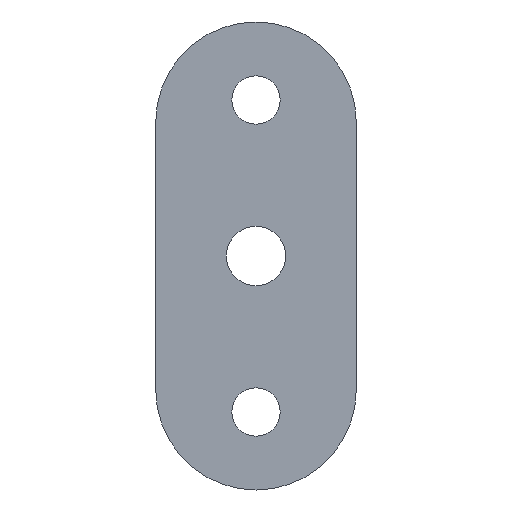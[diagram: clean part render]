
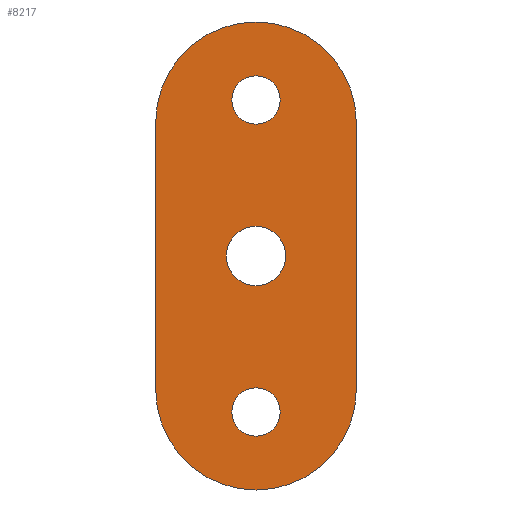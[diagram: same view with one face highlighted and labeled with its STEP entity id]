
A CAD part, front view. The second image highlights one B-rep face of the part: STEP entity #8217.
In plain terms, the highlighted planar face has unit normal (0, -1, 0).
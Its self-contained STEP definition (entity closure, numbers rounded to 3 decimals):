
#80 = DIRECTION ( 'NONE',  ( 0., 1., 0. ) ) ;
#141 = EDGE_LOOP ( 'NONE', ( #8571, #2645 ) ) ;
#391 = DIRECTION ( 'NONE',  ( -1., 0., 0. ) ) ;
#629 = ORIENTED_EDGE ( 'NONE', *, *, #12096, .T. ) ;
#735 = AXIS2_PLACEMENT_3D ( 'NONE', #4698, #80, #14982 ) ;
#830 = VERTEX_POINT ( 'NONE', #9467 ) ;
#996 = ORIENTED_EDGE ( 'NONE', *, *, #14751, .T. ) ;
#1058 = CARTESIAN_POINT ( 'NONE',  ( 0., 0., 0. ) ) ;
#1162 = EDGE_CURVE ( 'NONE', #2655, #14438, #11846, .T. ) ;
#1298 = DIRECTION ( 'NONE',  ( 0., 1., 0. ) ) ;
#1567 = CARTESIAN_POINT ( 'NONE',  ( 0., 0., 21. ) ) ;
#1723 = EDGE_CURVE ( 'NONE', #9434, #3731, #10325, .T. ) ;
#1867 = CARTESIAN_POINT ( 'NONE',  ( 0., 0., 0. ) ) ;
#1889 = CARTESIAN_POINT ( 'NONE',  ( 0., 0., -31.5 ) ) ;
#1899 = CIRCLE ( 'NONE', #8387, 13.5 ) ;
#2200 = CIRCLE ( 'NONE', #10833, 4. ) ;
#2273 = CARTESIAN_POINT ( 'NONE',  ( 13.5, 0., 18. ) ) ;
#2369 = EDGE_LOOP ( 'NONE', ( #996, #10455 ) ) ;
#2645 = ORIENTED_EDGE ( 'NONE', *, *, #1723, .T. ) ;
#2655 = VERTEX_POINT ( 'NONE', #13014 ) ;
#2878 = CARTESIAN_POINT ( 'NONE',  ( -13.5, 0., 18. ) ) ;
#3078 = AXIS2_PLACEMENT_3D ( 'NONE', #1567, #12091, #14367 ) ;
#3111 = EDGE_CURVE ( 'NONE', #830, #5502, #8554, .T. ) ;
#3269 = AXIS2_PLACEMENT_3D ( 'NONE', #12206, #9947, #4172 ) ;
#3700 = CIRCLE ( 'NONE', #3269, 3.25 ) ;
#3731 = VERTEX_POINT ( 'NONE', #10834 ) ;
#3832 = CARTESIAN_POINT ( 'NONE',  ( -3.25, 0., -21. ) ) ;
#3889 = ORIENTED_EDGE ( 'NONE', *, *, #8415, .T. ) ;
#4029 = CARTESIAN_POINT ( 'NONE',  ( 13.5, 0., -18. ) ) ;
#4172 = DIRECTION ( 'NONE',  ( -1., 0., 0. ) ) ;
#4363 = CARTESIAN_POINT ( 'NONE',  ( -13.5, 0., 31.5 ) ) ;
#4382 = EDGE_CURVE ( 'NONE', #3731, #9434, #8180, .T. ) ;
#4586 = CARTESIAN_POINT ( 'NONE',  ( 0., 0., -18. ) ) ;
#4698 = CARTESIAN_POINT ( 'NONE',  ( 0., 0., -21. ) ) ;
#4850 = CARTESIAN_POINT ( 'NONE',  ( -13.5, 0., 31.5 ) ) ;
#4892 = VECTOR ( 'NONE', #12711, 1000. ) ;
#4906 = VECTOR ( 'NONE', #13944, 1000. ) ;
#5335 = VERTEX_POINT ( 'NONE', #2273 ) ;
#5395 = DIRECTION ( 'NONE',  ( -1., 0., 0. ) ) ;
#5502 = VERTEX_POINT ( 'NONE', #9494 ) ;
#5596 = AXIS2_PLACEMENT_3D ( 'NONE', #1867, #14616, #5395 ) ;
#5753 = DIRECTION ( 'NONE',  ( 0., 1., 0. ) ) ;
#5803 = CARTESIAN_POINT ( 'NONE',  ( 0., 0., 31.5 ) ) ;
#6076 = DIRECTION ( 'NONE',  ( 0., -1., 0. ) ) ;
#6596 = FACE_BOUND ( 'NONE', #13896, .T. ) ;
#6809 = VERTEX_POINT ( 'NONE', #4029 ) ;
#6868 = DIRECTION ( 'NONE',  ( 0., -1., 0. ) ) ;
#6888 = PLANE ( 'NONE',  #10994 ) ;
#6901 = EDGE_CURVE ( 'NONE', #7937, #8623, #9501, .T. ) ;
#7186 = CARTESIAN_POINT ( 'NONE',  ( 3.25, 0., 21. ) ) ;
#7336 = DIRECTION ( 'NONE',  ( 0., -1., 0. ) ) ;
#7388 = DIRECTION ( 'NONE',  ( -1., 0., 0. ) ) ;
#7493 = CIRCLE ( 'NONE', #13840, 13.5 ) ;
#7716 = ORIENTED_EDGE ( 'NONE', *, *, #7965, .T. ) ;
#7795 = DIRECTION ( 'NONE',  ( -1., 0., 0. ) ) ;
#7798 = EDGE_CURVE ( 'NONE', #13152, #9950, #7493, .T. ) ;
#7850 = DIRECTION ( 'NONE',  ( 0., 1., 0. ) ) ;
#7859 = EDGE_CURVE ( 'NONE', #5335, #13152, #14383, .T. ) ;
#7937 = VERTEX_POINT ( 'NONE', #13327 ) ;
#7965 = EDGE_CURVE ( 'NONE', #14438, #2655, #3700, .T. ) ;
#8005 = CARTESIAN_POINT ( 'NONE',  ( 13.5, 0., 31.5 ) ) ;
#8180 = CIRCLE ( 'NONE', #14126, 3.25 ) ;
#8217 = ADVANCED_FACE ( 'NONE', ( #9664, #6596, #10052, #11307 ), #6888, .F. ) ;
#8318 = ORIENTED_EDGE ( 'NONE', *, *, #13082, .F. ) ;
#8330 = CARTESIAN_POINT ( 'NONE',  ( 0., 0., 21. ) ) ;
#8387 = AXIS2_PLACEMENT_3D ( 'NONE', #13037, #6076, #10895 ) ;
#8415 = EDGE_CURVE ( 'NONE', #8623, #6809, #1899, .T. ) ;
#8417 = ORIENTED_EDGE ( 'NONE', *, *, #1162, .T. ) ;
#8449 = ORIENTED_EDGE ( 'NONE', *, *, #7859, .T. ) ;
#8554 = CIRCLE ( 'NONE', #5596, 4. ) ;
#8571 = ORIENTED_EDGE ( 'NONE', *, *, #4382, .T. ) ;
#8620 = ORIENTED_EDGE ( 'NONE', *, *, #6901, .T. ) ;
#8623 = VERTEX_POINT ( 'NONE', #1889 ) ;
#9107 = DIRECTION ( 'NONE',  ( -1., 0., 0. ) ) ;
#9189 = ORIENTED_EDGE ( 'NONE', *, *, #7798, .T. ) ;
#9300 = DIRECTION ( 'NONE',  ( -1., 0., 0. ) ) ;
#9434 = VERTEX_POINT ( 'NONE', #7186 ) ;
#9467 = CARTESIAN_POINT ( 'NONE',  ( 0., 0., -4. ) ) ;
#9494 = CARTESIAN_POINT ( 'NONE',  ( 0., 0., 4. ) ) ;
#9501 = CIRCLE ( 'NONE', #9665, 13.5 ) ;
#9664 = FACE_BOUND ( 'NONE', #2369, .T. ) ;
#9665 = AXIS2_PLACEMENT_3D ( 'NONE', #4586, #6868, #15014 ) ;
#9947 = DIRECTION ( 'NONE',  ( 0., 1., 0. ) ) ;
#9950 = VERTEX_POINT ( 'NONE', #2878 ) ;
#10052 = FACE_BOUND ( 'NONE', #141, .T. ) ;
#10325 = CIRCLE ( 'NONE', #3078, 3.25 ) ;
#10455 = ORIENTED_EDGE ( 'NONE', *, *, #3111, .T. ) ;
#10833 = AXIS2_PLACEMENT_3D ( 'NONE', #1058, #5753, #9107 ) ;
#10834 = CARTESIAN_POINT ( 'NONE',  ( -3.25, 0., 21. ) ) ;
#10895 = DIRECTION ( 'NONE',  ( -1., 0., 0. ) ) ;
#10994 = AXIS2_PLACEMENT_3D ( 'NONE', #4363, #7850, #7795 ) ;
#11069 = LINE ( 'NONE', #8005, #4892 ) ;
#11307 = FACE_OUTER_BOUND ( 'NONE', #13219, .T. ) ;
#11810 = LINE ( 'NONE', #4850, #4906 ) ;
#11846 = CIRCLE ( 'NONE', #735, 3.25 ) ;
#12091 = DIRECTION ( 'NONE',  ( 0., 1., 0. ) ) ;
#12096 = EDGE_CURVE ( 'NONE', #9950, #7937, #11810, .T. ) ;
#12206 = CARTESIAN_POINT ( 'NONE',  ( 0., 0., -21. ) ) ;
#12711 = DIRECTION ( 'NONE',  ( 0., 0., -1. ) ) ;
#12974 = CARTESIAN_POINT ( 'NONE',  ( 0., 0., 18. ) ) ;
#13014 = CARTESIAN_POINT ( 'NONE',  ( 3.25, 0., -21. ) ) ;
#13037 = CARTESIAN_POINT ( 'NONE',  ( 0., 0., -18. ) ) ;
#13082 = EDGE_CURVE ( 'NONE', #5335, #6809, #11069, .T. ) ;
#13152 = VERTEX_POINT ( 'NONE', #5803 ) ;
#13171 = DIRECTION ( 'NONE',  ( 0., -1., 0. ) ) ;
#13219 = EDGE_LOOP ( 'NONE', ( #8620, #3889, #8318, #8449, #9189, #629 ) ) ;
#13327 = CARTESIAN_POINT ( 'NONE',  ( -13.5, 0., -18. ) ) ;
#13336 = AXIS2_PLACEMENT_3D ( 'NONE', #14135, #7336, #7388 ) ;
#13840 = AXIS2_PLACEMENT_3D ( 'NONE', #12974, #13171, #391 ) ;
#13896 = EDGE_LOOP ( 'NONE', ( #7716, #8417 ) ) ;
#13944 = DIRECTION ( 'NONE',  ( 0., 0., -1. ) ) ;
#14126 = AXIS2_PLACEMENT_3D ( 'NONE', #8330, #1298, #9300 ) ;
#14135 = CARTESIAN_POINT ( 'NONE',  ( 0., 0., 18. ) ) ;
#14367 = DIRECTION ( 'NONE',  ( -1., 0., 0. ) ) ;
#14383 = CIRCLE ( 'NONE', #13336, 13.5 ) ;
#14438 = VERTEX_POINT ( 'NONE', #3832 ) ;
#14616 = DIRECTION ( 'NONE',  ( 0., 1., 0. ) ) ;
#14751 = EDGE_CURVE ( 'NONE', #5502, #830, #2200, .T. ) ;
#14982 = DIRECTION ( 'NONE',  ( -1., 0., 0. ) ) ;
#15014 = DIRECTION ( 'NONE',  ( -1., 0., 0. ) ) ;
